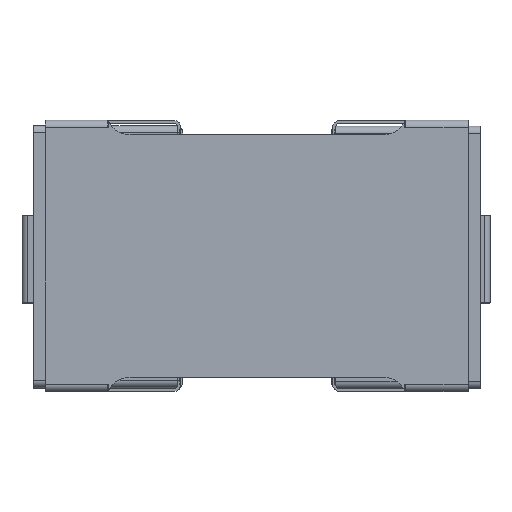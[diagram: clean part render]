
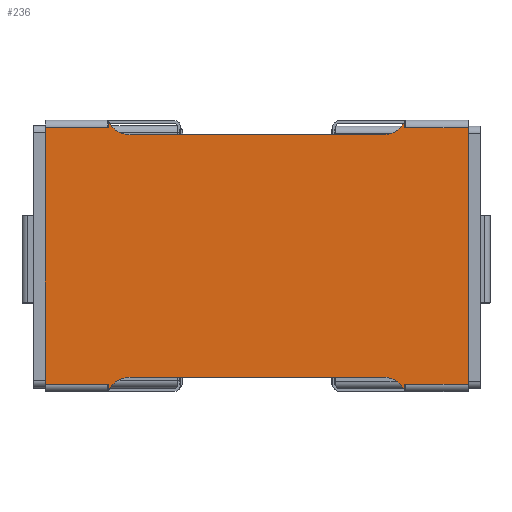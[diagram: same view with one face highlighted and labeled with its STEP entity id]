
A CAD part, top view. The second image highlights one B-rep face of the part: STEP entity #236.
In plain terms, the highlighted planar face has unit normal (0, 0, 1).
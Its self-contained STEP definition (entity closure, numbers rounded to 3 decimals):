
#65=CARTESIAN_POINT('',(1.6,-0.996,2.059));
#66=DIRECTION('',(0.0,0.0,1.0));
#67=DIRECTION('',(0.0,1.0,0.0));
#68=AXIS2_PLACEMENT_3D('',#65,#66,#67);
#69=PLANE('',#68);
#70=CARTESIAN_POINT('',(1.455,-0.86,2.059));
#71=VERTEX_POINT('',#70);
#72=CARTESIAN_POINT('',(1.455,0.9,2.059));
#73=VERTEX_POINT('',#72);
#74=CARTESIAN_POINT('',(1.455,-0.86,2.059));
#75=DIRECTION('',(0.0,1.0,0.0));
#76=VECTOR('',#75,1.76);
#77=LINE('',#74,#76);
#78=EDGE_CURVE('',#71,#73,#77,.T.);
#79=ORIENTED_EDGE('',*,*,#78,.T.);
#80=CARTESIAN_POINT('',(1.028,0.9,2.059));
#81=VERTEX_POINT('',#80);
#82=CARTESIAN_POINT('',(1.455,0.9,2.059));
#83=DIRECTION('',(-1.0,0.0,0.0));
#84=VECTOR('',#83,0.427);
#85=LINE('',#82,#84);
#86=EDGE_CURVE('',#73,#81,#85,.T.);
#87=ORIENTED_EDGE('',*,*,#86,.T.);
#88=CARTESIAN_POINT('',(1.022,0.9,2.059));
#89=VERTEX_POINT('',#88);
#90=CARTESIAN_POINT('',(1.028,0.9,2.059));
#91=DIRECTION('',(-1.0,0.0,0.0));
#92=VECTOR('',#91,0.006);
#93=LINE('',#90,#92);
#94=EDGE_CURVE('',#81,#89,#93,.T.);
#95=ORIENTED_EDGE('',*,*,#94,.T.);
#96=CARTESIAN_POINT('',(1.022,0.944,2.059));
#97=VERTEX_POINT('',#96);
#98=CARTESIAN_POINT('',(1.022,0.9,2.059));
#99=DIRECTION('',(0.0,1.0,0.0));
#100=VECTOR('',#99,0.044);
#101=LINE('',#98,#100);
#102=EDGE_CURVE('',#89,#97,#101,.T.);
#103=ORIENTED_EDGE('',*,*,#102,.T.);
#104=CARTESIAN_POINT('',(0.873,0.851,2.059));
#105=VERTEX_POINT('',#104);
#106=CARTESIAN_POINT('',(0.873,1.018,2.059));
#107=DIRECTION('',(0.0,0.0,-1.0));
#108=DIRECTION('',(0.0,1.0,0.0));
#109=AXIS2_PLACEMENT_3D('',#106,#107,#108);
#110=CIRCLE('',#109,0.166);
#111=EDGE_CURVE('',#97,#105,#110,.T.);
#112=ORIENTED_EDGE('',*,*,#111,.T.);
#113=CARTESIAN_POINT('',(-0.863,0.851,2.059));
#114=VERTEX_POINT('',#113);
#115=CARTESIAN_POINT('',(0.873,0.851,2.059));
#116=DIRECTION('',(-1.0,0.0,0.0));
#117=VECTOR('',#116,1.736);
#118=LINE('',#115,#117);
#119=EDGE_CURVE('',#105,#114,#118,.T.);
#120=ORIENTED_EDGE('',*,*,#119,.T.);
#121=CARTESIAN_POINT('',(-1.012,0.944,2.059));
#122=VERTEX_POINT('',#121);
#123=CARTESIAN_POINT('',(-0.863,1.018,2.059));
#124=DIRECTION('',(0.0,0.0,-1.0));
#125=DIRECTION('',(0.0,1.0,0.0));
#126=AXIS2_PLACEMENT_3D('',#123,#124,#125);
#127=CIRCLE('',#126,0.166);
#128=EDGE_CURVE('',#114,#122,#127,.T.);
#129=ORIENTED_EDGE('',*,*,#128,.T.);
#130=CARTESIAN_POINT('',(-1.012,0.9,2.059));
#131=VERTEX_POINT('',#130);
#132=CARTESIAN_POINT('',(-1.012,0.944,2.059));
#133=DIRECTION('',(0.0,-1.0,0.0));
#134=VECTOR('',#133,0.044);
#135=LINE('',#132,#134);
#136=EDGE_CURVE('',#122,#131,#135,.T.);
#137=ORIENTED_EDGE('',*,*,#136,.T.);
#138=CARTESIAN_POINT('',(-1.018,0.9,2.059));
#139=VERTEX_POINT('',#138);
#140=CARTESIAN_POINT('',(-1.012,0.9,2.059));
#141=DIRECTION('',(-1.0,0.0,0.0));
#142=VECTOR('',#141,0.006);
#143=LINE('',#140,#142);
#144=EDGE_CURVE('',#131,#139,#143,.T.);
#145=ORIENTED_EDGE('',*,*,#144,.T.);
#146=CARTESIAN_POINT('',(-1.445,0.9,2.059));
#147=VERTEX_POINT('',#146);
#148=CARTESIAN_POINT('',(-1.018,0.9,2.059));
#149=DIRECTION('',(-1.0,0.0,0.0));
#150=VECTOR('',#149,0.427);
#151=LINE('',#148,#150);
#152=EDGE_CURVE('',#139,#147,#151,.T.);
#153=ORIENTED_EDGE('',*,*,#152,.T.);
#154=CARTESIAN_POINT('',(-1.445,-0.86,2.059));
#155=VERTEX_POINT('',#154);
#156=CARTESIAN_POINT('',(-1.445,0.9,2.059));
#157=DIRECTION('',(0.0,-1.0,0.0));
#158=VECTOR('',#157,1.76);
#159=LINE('',#156,#158);
#160=EDGE_CURVE('',#147,#155,#159,.T.);
#161=ORIENTED_EDGE('',*,*,#160,.T.);
#162=CARTESIAN_POINT('',(-1.018,-0.86,2.059));
#163=VERTEX_POINT('',#162);
#164=CARTESIAN_POINT('',(-1.445,-0.86,2.059));
#165=DIRECTION('',(1.0,0.0,0.0));
#166=VECTOR('',#165,0.427);
#167=LINE('',#164,#166);
#168=EDGE_CURVE('',#155,#163,#167,.T.);
#169=ORIENTED_EDGE('',*,*,#168,.T.);
#170=CARTESIAN_POINT('',(-1.012,-0.86,2.059));
#171=VERTEX_POINT('',#170);
#172=CARTESIAN_POINT('',(-1.018,-0.86,2.059));
#173=DIRECTION('',(1.0,0.0,0.0));
#174=VECTOR('',#173,0.006);
#175=LINE('',#172,#174);
#176=EDGE_CURVE('',#163,#171,#175,.T.);
#177=ORIENTED_EDGE('',*,*,#176,.T.);
#178=CARTESIAN_POINT('',(-1.012,-0.904,2.059));
#179=VERTEX_POINT('',#178);
#180=CARTESIAN_POINT('',(-1.012,-0.86,2.059));
#181=DIRECTION('',(0.0,-1.0,0.0));
#182=VECTOR('',#181,0.044);
#183=LINE('',#180,#182);
#184=EDGE_CURVE('',#171,#179,#183,.T.);
#185=ORIENTED_EDGE('',*,*,#184,.T.);
#186=CARTESIAN_POINT('',(-0.863,-0.812,2.059));
#187=VERTEX_POINT('',#186);
#188=CARTESIAN_POINT('',(-0.863,-0.978,2.059));
#189=DIRECTION('',(0.0,0.0,-1.0));
#190=DIRECTION('',(0.0,1.0,0.0));
#191=AXIS2_PLACEMENT_3D('',#188,#189,#190);
#192=CIRCLE('',#191,0.166);
#193=EDGE_CURVE('',#179,#187,#192,.T.);
#194=ORIENTED_EDGE('',*,*,#193,.T.);
#195=CARTESIAN_POINT('',(0.873,-0.812,2.059));
#196=VERTEX_POINT('',#195);
#197=CARTESIAN_POINT('',(-0.863,-0.812,2.059));
#198=DIRECTION('',(1.0,0.0,0.0));
#199=VECTOR('',#198,1.736);
#200=LINE('',#197,#199);
#201=EDGE_CURVE('',#187,#196,#200,.T.);
#202=ORIENTED_EDGE('',*,*,#201,.T.);
#203=CARTESIAN_POINT('',(1.022,-0.904,2.059));
#204=VERTEX_POINT('',#203);
#205=CARTESIAN_POINT('',(0.873,-0.978,2.059));
#206=DIRECTION('',(0.0,0.0,-1.0));
#207=DIRECTION('',(0.0,1.0,0.0));
#208=AXIS2_PLACEMENT_3D('',#205,#206,#207);
#209=CIRCLE('',#208,0.166);
#210=EDGE_CURVE('',#196,#204,#209,.T.);
#211=ORIENTED_EDGE('',*,*,#210,.T.);
#212=CARTESIAN_POINT('',(1.022,-0.86,2.059));
#213=VERTEX_POINT('',#212);
#214=CARTESIAN_POINT('',(1.022,-0.904,2.059));
#215=DIRECTION('',(0.0,1.0,0.0));
#216=VECTOR('',#215,0.044);
#217=LINE('',#214,#216);
#218=EDGE_CURVE('',#204,#213,#217,.T.);
#219=ORIENTED_EDGE('',*,*,#218,.T.);
#220=CARTESIAN_POINT('',(1.028,-0.86,2.059));
#221=VERTEX_POINT('',#220);
#222=CARTESIAN_POINT('',(1.022,-0.86,2.059));
#223=DIRECTION('',(1.0,0.0,0.0));
#224=VECTOR('',#223,0.006);
#225=LINE('',#222,#224);
#226=EDGE_CURVE('',#213,#221,#225,.T.);
#227=ORIENTED_EDGE('',*,*,#226,.T.);
#228=CARTESIAN_POINT('',(1.028,-0.86,2.059));
#229=DIRECTION('',(1.0,0.0,0.0));
#230=VECTOR('',#229,0.427);
#231=LINE('',#228,#230);
#232=EDGE_CURVE('',#221,#71,#231,.T.);
#233=ORIENTED_EDGE('',*,*,#232,.T.);
#234=EDGE_LOOP('',(#79,#87,#95,#103,#112,#120,#129,#137,#145,#153,#161,#169,#177,#185,#194,#202,#211,#219,#227,#233));
#235=FACE_OUTER_BOUND('',#234,.T.);
#236=ADVANCED_FACE('',(#235),#69,.T.);
